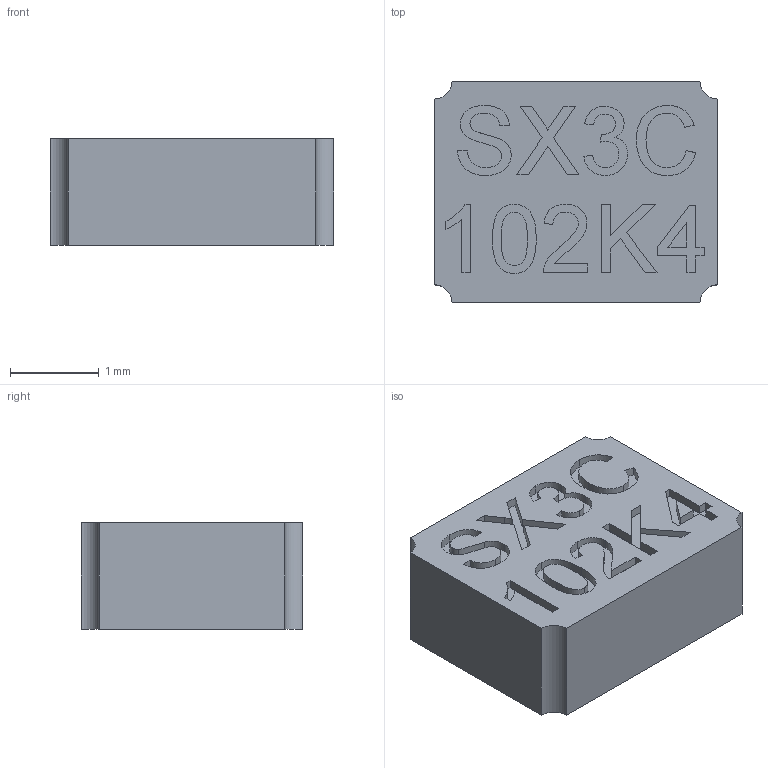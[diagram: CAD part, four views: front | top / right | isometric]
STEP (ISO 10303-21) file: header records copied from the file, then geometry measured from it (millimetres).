
FILE_DESCRIPTION (( 'STEP AP214' ), '1' );
FILE_NAME ('SX3C.STEP', '2015-08-19T18:08:15', ( 'POE' ), ( '' ), 'SwSTEP 2.0', 'SolidWorks 2015', '' );
FILE_SCHEMA (( 'AUTOMOTIVE_DESIGN' ));
Length unit declared in the file: millimetre
Products named in the file (2): SX3C
Bounding box: 3.2 x 2.5 x 1.2 mm (x, y, z)
Volume: 9.3 mm3; surface area: 32.2 mm2
Topology: 1 solids, 1 shells, 136 faces, 369 edges, 246 vertices
Faces by surface type: plane 71, bspline 61, cylinder 4
Entity records: 7692 total; most frequent: CARTESIAN_POINT 4622, ORIENTED_EDGE 738, DIRECTION 409, EDGE_CURVE 369, VERTEX_POINT 246, LINE 239, VECTOR 239, EDGE_LOOP 147
